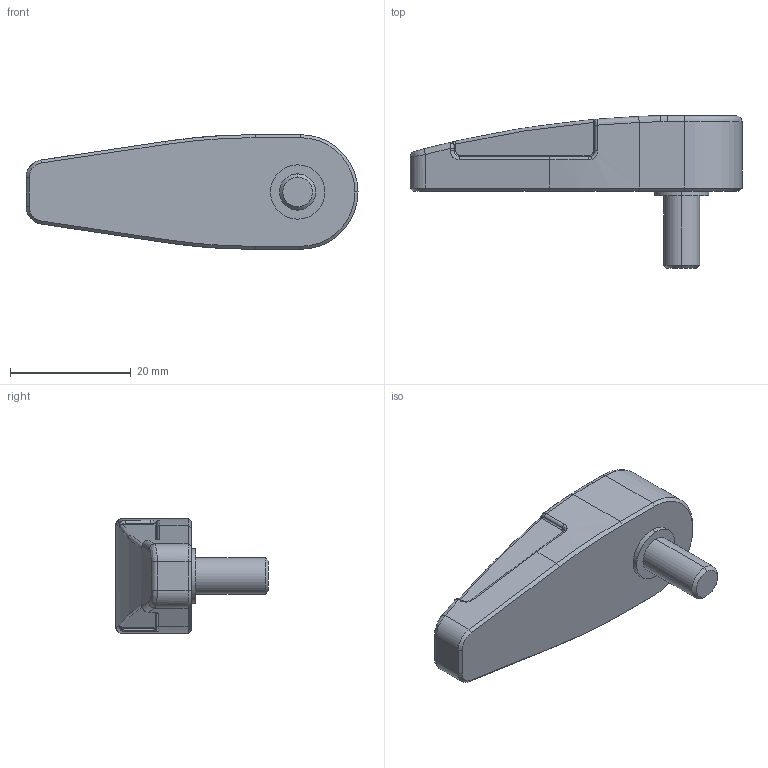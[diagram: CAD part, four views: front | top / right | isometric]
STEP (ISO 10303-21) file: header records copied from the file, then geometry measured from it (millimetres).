
FILE_DESCRIPTION(('STEP AP214'),'1');
FILE_NAME(' ',' ',('TraceParts'),('TraceParts S.A.'),'XStep 1.0',' ',' ');
FILE_SCHEMA(('automotive_design'));
Length unit declared in the file: millimetre
Products named in the file (1): 1
Bounding box: 55 x 25.3 x 19 mm (x, y, z)
Volume: 9671 mm3; surface area: 3326.2 mm2
Topology: 1 solids, 1 shells, 113 faces, 265 edges, 156 vertices
Faces by surface type: cylinder 39, bspline 35, plane 29, cone 10
Entity records: 8213 total; most frequent: CARTESIAN_POINT 2912, STYLED_ITEM 532, PRESENTATION_STYLE_ASSIGNMENT 532, COLOUR_RGB 532, ORIENTED_EDGE 526, DIRECTION 391, EDGE_CURVE 263, CURVE_STYLE 263
